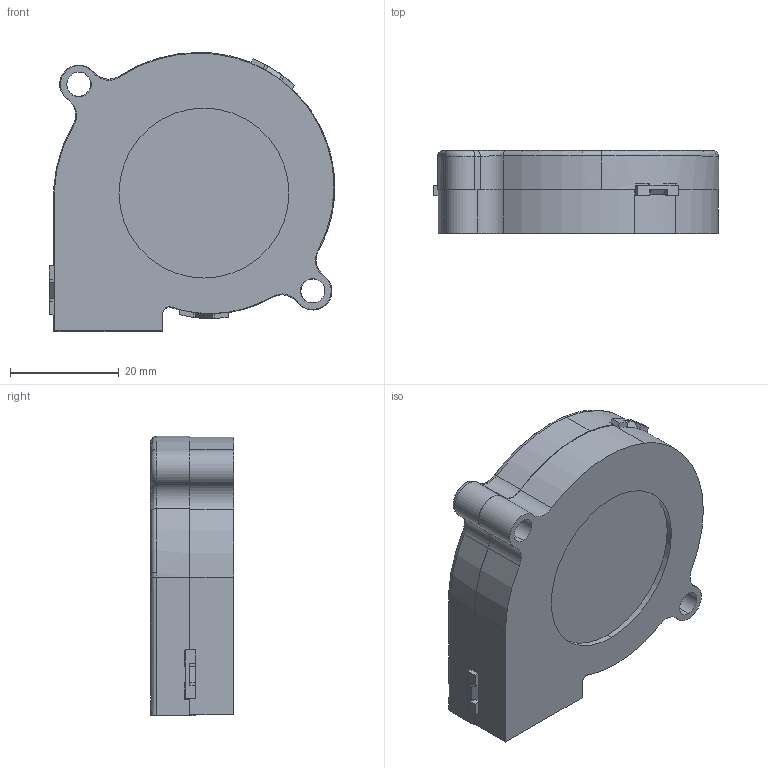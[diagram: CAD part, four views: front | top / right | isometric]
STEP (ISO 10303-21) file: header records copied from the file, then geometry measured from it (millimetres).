
FILE_DESCRIPTION((''),'2;1');
FILE_NAME('ASM0001_ASM','2017-03-29T',('yiliang.gong'),(''),'CREO PARAMETRIC BY PTC INC, 2015080','CREO PARAMETRIC BY PTC INC, 2015080','');
FILE_SCHEMA(('CONFIG_CONTROL_DESIGN'));
Products named in the file (3): PRT0001; PRT0003; ASM0001_ASM
Assembly tree (2 placements, depth 2):
  ASM0001_ASM
    PRT0001
    PRT0003
Bounding box: 52.59 x 15.34 x 51.42 mm (x, y, z)
Volume: 32277.8 mm3; surface area: 13793.5 mm2
Topology: 2 solids, 2 shells, 258 faces, 776 edges, 526 vertices
Faces by surface type: plane 128, cylinder 102, bspline 13, torus 11, cone 4
Entity records: 9975 total; most frequent: CARTESIAN_POINT 2759, ORIENTED_EDGE 1552, DIRECTION 1492, EDGE_CURVE 776, AXIS2_PLACEMENT_3D 543, VERTEX_POINT 526, VECTOR 406, LINE 406
